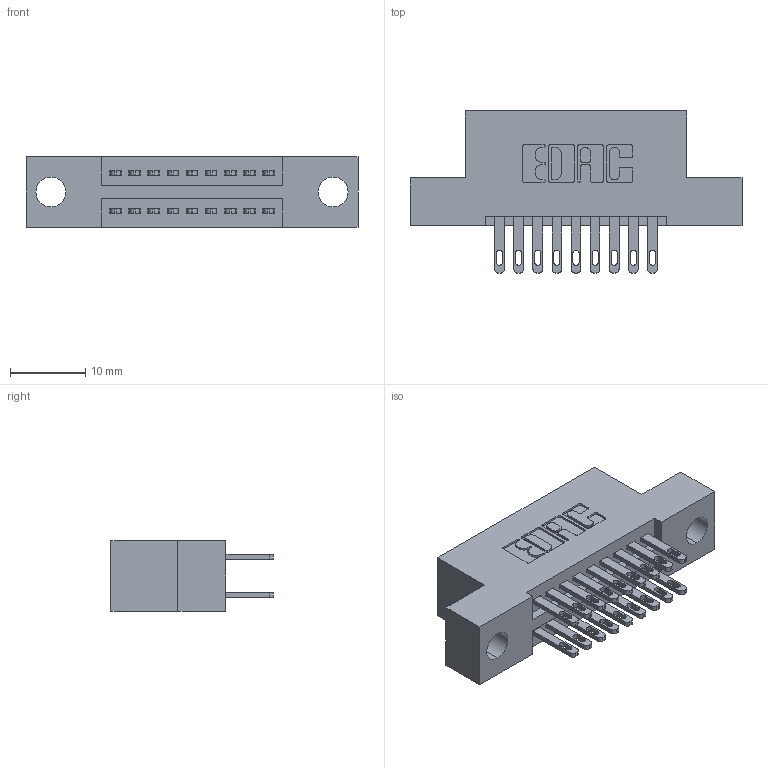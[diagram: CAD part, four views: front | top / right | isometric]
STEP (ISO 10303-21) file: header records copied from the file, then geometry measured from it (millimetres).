
FILE_DESCRIPTION (( 'STEP AP203' ), '1' );
FILE_NAME ('345-018-500-204.STEP', '2021-05-19T16:29:25', ( '' ), ( '' ), 'SwSTEP 2.0', 'SolidWorks 2020', '' );
FILE_SCHEMA (( 'CONFIG_CONTROL_DESIGN' ));
Length unit declared in the file: inch
Products named in the file (3): 345 Part_Flush Mounting Lugs - 0.156 Dia-TI; 345-292-001_345-293-100; 345-018-500-204
Assembly tree (19 placements, depth 2):
  345-018-500-204
    345 Part_Flush Mounting Lugs - 0.156 Dia-TI
    345-292-001_345-293-100  x18
Bounding box: 44.07 x 21.51 x 9.4 mm (x, y, z)
Volume: 3923.6 mm3; surface area: 5195.9 mm2
Topology: 19 solids, 19 shells, 968 faces, 2915 edges, 1942 vertices
Faces by surface type: plane 580, cylinder 388
Entity records: 11853 total; most frequent: CARTESIAN_POINT 2022, ORIENTED_EDGE 1954, DIRECTION 1825, EDGE_CURVE 977, VECTOR 805, LINE 805, VERTEX_POINT 650, AXIS2_PLACEMENT_3D 510
